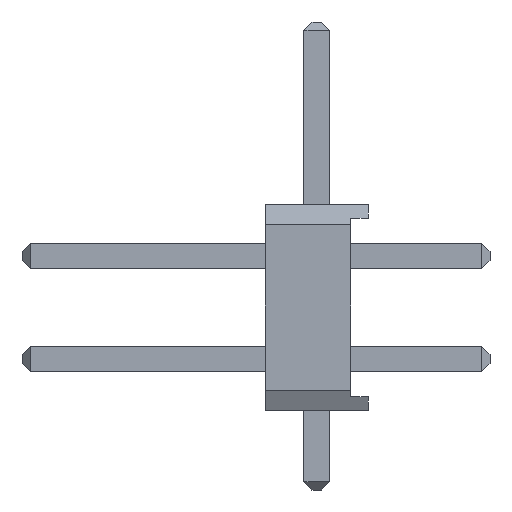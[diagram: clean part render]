
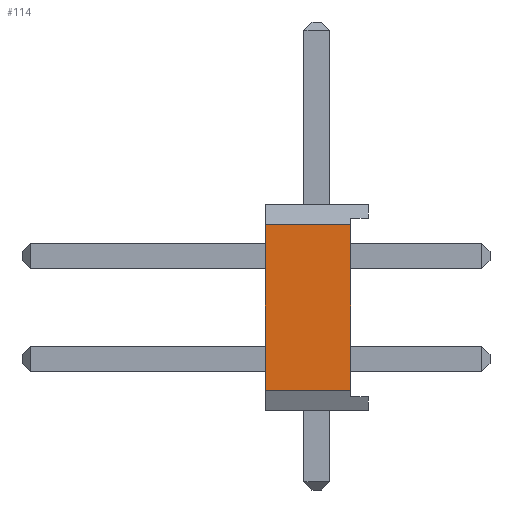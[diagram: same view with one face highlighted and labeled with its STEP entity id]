
A CAD part, left-side view. The second image highlights one B-rep face of the part: STEP entity #114.
In plain terms, the highlighted planar face has unit normal (-1, 0, 0).
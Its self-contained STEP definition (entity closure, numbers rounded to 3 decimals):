
#114 = ADVANCED_FACE( '', ( #291 ), #292, .T. );
#291 = FACE_OUTER_BOUND( '', #543, .T. );
#292 = PLANE( '', #544 );
#543 = EDGE_LOOP( '', ( #817, #818, #819, #820 ) );
#544 = AXIS2_PLACEMENT_3D( '', #821, #822, #823 );
#817 = ORIENTED_EDGE( '', *, *, #1485, .F. );
#818 = ORIENTED_EDGE( '', *, *, #1486, .T. );
#819 = ORIENTED_EDGE( '', *, *, #1478, .T. );
#820 = ORIENTED_EDGE( '', *, *, #1487, .T. );
#821 = CARTESIAN_POINT( '', ( -3.81, 0., 0. ) );
#822 = DIRECTION( '', ( -1., 0., 0. ) );
#823 = DIRECTION( '', ( 0., 0., 1. ) );
#1478 = EDGE_CURVE( '', #1751, #1760, #1762, .T. );
#1485 = EDGE_CURVE( '', #1773, #1774, #1775, .T. );
#1486 = EDGE_CURVE( '', #1773, #1751, #1776, .T. );
#1487 = EDGE_CURVE( '', #1760, #1774, #1777, .T. );
#1751 = VERTEX_POINT( '', #2157 );
#1760 = VERTEX_POINT( '', #2170 );
#1762 = LINE( '', #2173, #2174 );
#1773 = VERTEX_POINT( '', #2189 );
#1774 = VERTEX_POINT( '', #2190 );
#1775 = LINE( '', #2191, #2192 );
#1776 = LINE( '', #2193, #2194 );
#1777 = LINE( '', #2195, #2196 );
#2157 = CARTESIAN_POINT( '', ( -3.81, -0.832, 0.77 ) );
#2170 = CARTESIAN_POINT( '', ( -3.81, 1.27, 0.77 ) );
#2173 = CARTESIAN_POINT( '', ( -3.81, 0., 0.77 ) );
#2174 = VECTOR( '', #2731, 1000. );
#2189 = CARTESIAN_POINT( '', ( -3.81, -0.832, -3.31 ) );
#2190 = CARTESIAN_POINT( '', ( -3.81, 1.27, -3.31 ) );
#2191 = CARTESIAN_POINT( '', ( -3.81, 0., -3.31 ) );
#2192 = VECTOR( '', #2736, 1000. );
#2193 = CARTESIAN_POINT( '', ( -3.81, -0.832, 0. ) );
#2194 = VECTOR( '', #2737, 1000. );
#2195 = CARTESIAN_POINT( '', ( -3.81, 1.27, 1.27 ) );
#2196 = VECTOR( '', #2738, 1000. );
#2731 = DIRECTION( '', ( 0., 1., 0. ) );
#2736 = DIRECTION( '', ( 0., 1., 0. ) );
#2737 = DIRECTION( '', ( 0., 0., 1. ) );
#2738 = DIRECTION( '', ( 0., 0., -1. ) );
